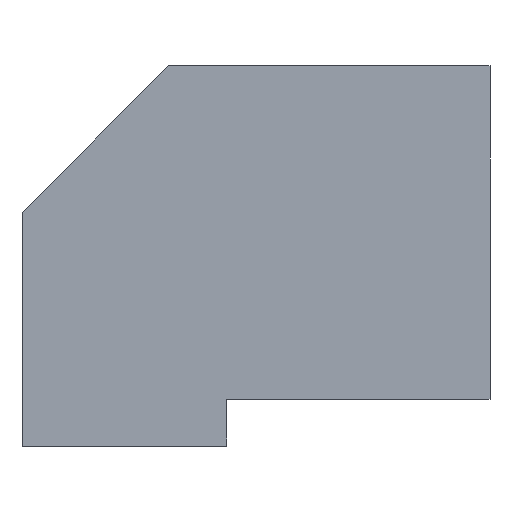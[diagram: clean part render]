
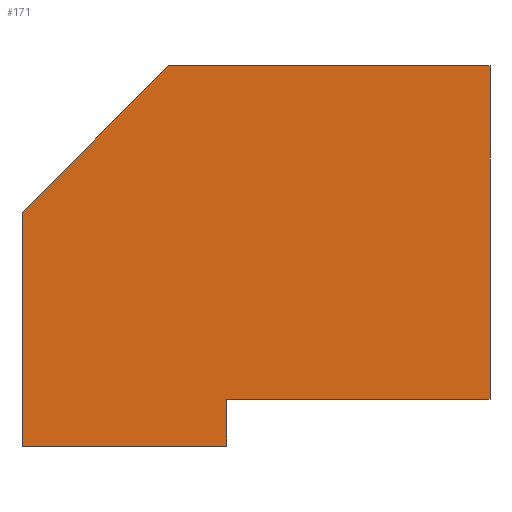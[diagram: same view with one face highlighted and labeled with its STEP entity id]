
A CAD part, front view. The second image highlights one B-rep face of the part: STEP entity #171.
In plain terms, the highlighted planar face has unit normal (0, -1, 0).
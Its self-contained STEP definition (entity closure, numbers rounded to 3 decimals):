
#24 = VERTEX_POINT('',#25);
#25 = CARTESIAN_POINT('',(-11.5,-3.,-1.6));
#31 = EDGE_CURVE('',#24,#32,#34,.T.);
#32 = VERTEX_POINT('',#33);
#33 = CARTESIAN_POINT('',(-4.5,-3.,-1.6));
#34 = LINE('',#35,#36);
#35 = CARTESIAN_POINT('',(-11.5,-3.,-1.6));
#36 = VECTOR('',#37,1.);
#37 = DIRECTION('',(1.,0.,0.));
#64 = VERTEX_POINT('',#65);
#65 = CARTESIAN_POINT('',(-11.5,-3.,6.4));
#71 = EDGE_CURVE('',#64,#24,#72,.T.);
#72 = LINE('',#73,#74);
#73 = CARTESIAN_POINT('',(-11.5,-3.,6.4));
#74 = VECTOR('',#75,1.);
#75 = DIRECTION('',(0.,0.,-1.));
#104 = EDGE_CURVE('',#32,#105,#107,.T.);
#105 = VERTEX_POINT('',#106);
#106 = CARTESIAN_POINT('',(-4.5,-3.,0.));
#107 = LINE('',#108,#109);
#108 = CARTESIAN_POINT('',(-4.5,-3.,-1.6));
#109 = VECTOR('',#110,1.);
#110 = DIRECTION('',(0.,0.,1.));
#171 = ADVANCED_FACE('',(#172),#207,.F.);
#172 = FACE_BOUND('',#173,.T.);
#173 = EDGE_LOOP('',(#174,#175,#176,#184,#192,#200,#206));
#174 = ORIENTED_EDGE('',*,*,#31,.T.);
#175 = ORIENTED_EDGE('',*,*,#104,.T.);
#176 = ORIENTED_EDGE('',*,*,#177,.T.);
#177 = EDGE_CURVE('',#105,#178,#180,.T.);
#178 = VERTEX_POINT('',#179);
#179 = CARTESIAN_POINT('',(4.5,-3.,0.));
#180 = LINE('',#181,#182);
#181 = CARTESIAN_POINT('',(-4.5,-3.,0.));
#182 = VECTOR('',#183,1.);
#183 = DIRECTION('',(1.,0.,0.));
#184 = ORIENTED_EDGE('',*,*,#185,.T.);
#185 = EDGE_CURVE('',#178,#186,#188,.T.);
#186 = VERTEX_POINT('',#187);
#187 = CARTESIAN_POINT('',(4.5,-3.,11.4));
#188 = LINE('',#189,#190);
#189 = CARTESIAN_POINT('',(4.5,-3.,0.));
#190 = VECTOR('',#191,1.);
#191 = DIRECTION('',(0.,0.,1.));
#192 = ORIENTED_EDGE('',*,*,#193,.T.);
#193 = EDGE_CURVE('',#186,#194,#196,.T.);
#194 = VERTEX_POINT('',#195);
#195 = CARTESIAN_POINT('',(-6.5,-3.,11.4));
#196 = LINE('',#197,#198);
#197 = CARTESIAN_POINT('',(4.5,-3.,11.4));
#198 = VECTOR('',#199,1.);
#199 = DIRECTION('',(-1.,0.,0.));
#200 = ORIENTED_EDGE('',*,*,#201,.T.);
#201 = EDGE_CURVE('',#194,#64,#202,.T.);
#202 = LINE('',#203,#204);
#203 = CARTESIAN_POINT('',(-6.5,-3.,11.4));
#204 = VECTOR('',#205,1.);
#205 = DIRECTION('',(-0.707,0.,-0.707
    ));
#206 = ORIENTED_EDGE('',*,*,#71,.T.);
#207 = PLANE('',#208);
#208 = AXIS2_PLACEMENT_3D('',#209,#210,#211);
#209 = CARTESIAN_POINT('',(-11.5,-3.,-1.6));
#210 = DIRECTION('',(0.,1.,0.));
#211 = DIRECTION('',(-1.,0.,0.));
